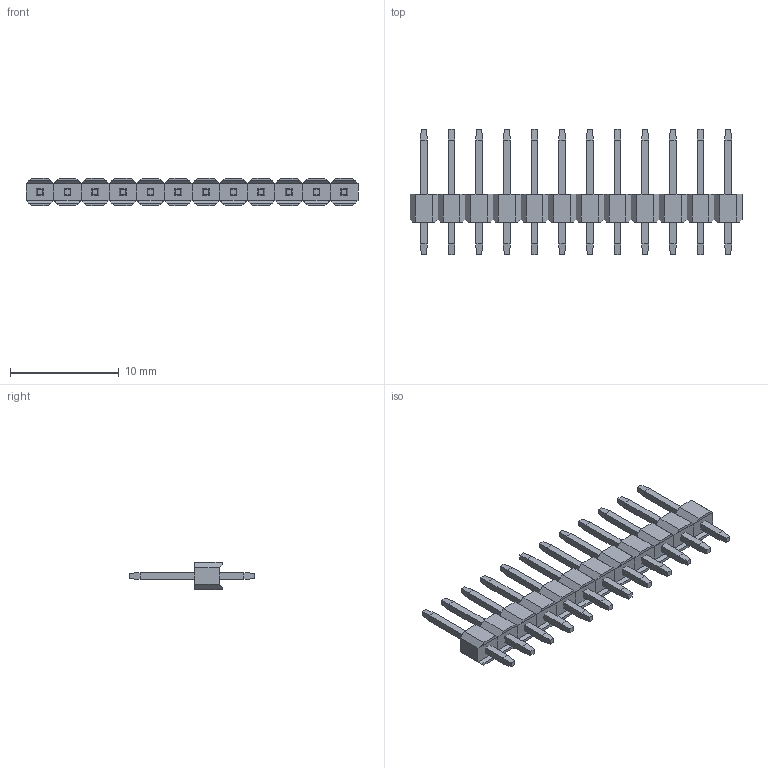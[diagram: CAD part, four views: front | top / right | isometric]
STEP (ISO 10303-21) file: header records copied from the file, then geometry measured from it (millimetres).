
FILE_DESCRIPTION (( 'STEP AP214' ), '1' );
FILE_NAME ('Header, Male, 2.54mm, 1x12.STEP', '2018-07-09T14:19:30', ( '' ), ( '' ), 'SwSTEP 2.0', 'SolidWorks 2018', '' );
FILE_SCHEMA (( 'AUTOMOTIVE_DESIGN' ));
Length unit declared in the file: millimetre
Products named in the file (1): Header, Male, 2.54mm, 1x12
Bounding box: 30.48 x 11.54 x 2.54 mm (x, y, z)
Volume: 210.9 mm3; surface area: 703.5 mm2
Topology: 36 solids, 36 shells, 408 faces, 864 edges, 528 vertices
Faces by surface type: plane 408
Entity records: 14979 total; most frequent: CARTESIAN_POINT 1801, ORIENTED_EDGE 1728, DIRECTION 1682, VECTOR 864, LINE 864, EDGE_CURVE 864, VERTEX_POINT 528, UNCERTAINTY_MEASURE_WITH_UNIT 412
